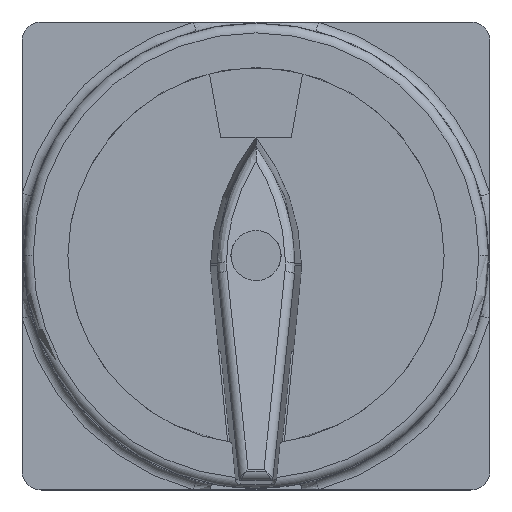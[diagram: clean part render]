
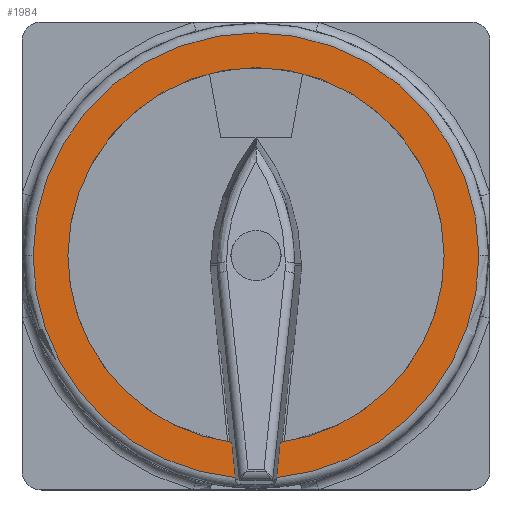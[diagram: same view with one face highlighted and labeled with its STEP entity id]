
A CAD part, top view. The second image highlights one B-rep face of the part: STEP entity #1984.
In plain terms, the highlighted planar face has unit normal (0, 0, 1).
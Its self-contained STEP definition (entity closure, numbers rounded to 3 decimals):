
#25 = ORIENTED_EDGE ( 'NONE', *, *, #6657, .T. ) ;
#115 = CARTESIAN_POINT ( 'NONE',  ( 4.75, 24.25, 21.1 ) ) ;
#205 = DIRECTION ( 'NONE',  ( 0., 0., 1. ) ) ;
#237 = DIRECTION ( 'NONE',  ( 0., 0., 1. ) ) ;
#403 = ORIENTED_EDGE ( 'NONE', *, *, #995, .F. ) ;
#480 = DIRECTION ( 'NONE',  ( 1., 0., 0. ) ) ;
#501 = VERTEX_POINT ( 'NONE', #7905 ) ;
#504 = ORIENTED_EDGE ( 'NONE', *, *, #3857, .T. ) ;
#696 = VERTEX_POINT ( 'NONE', #4980 ) ;
#841 = LINE ( 'NONE', #4387, #7683 ) ;
#890 = VERTEX_POINT ( 'NONE', #4907 ) ;
#937 = ORIENTED_EDGE ( 'NONE', *, *, #8338, .F. ) ;
#995 = EDGE_CURVE ( 'NONE', #3219, #501, #2102, .T. ) ;
#1377 = CIRCLE ( 'NONE', #2043, 19.5 ) ;
#1517 = ORIENTED_EDGE ( 'NONE', *, *, #4860, .F. ) ;
#1696 = CARTESIAN_POINT ( 'NONE',  ( 24.25, 24.25, 21.1 ) ) ;
#1984 = ADVANCED_FACE ( 'NONE', ( #5633 ), #8410, .T. ) ;
#2043 = AXIS2_PLACEMENT_3D ( 'NONE', #4213, #237, #4885 ) ;
#2102 = CIRCLE ( 'NONE', #4064, 19.5 ) ;
#2329 = VERTEX_POINT ( 'NONE', #6472 ) ;
#2350 = DIRECTION ( 'NONE',  ( 1., 0., 0. ) ) ;
#2417 = DIRECTION ( 'NONE',  ( 0., 0., 1. ) ) ;
#2694 = DIRECTION ( 'NONE',  ( 0., 0., 1. ) ) ;
#2803 = EDGE_CURVE ( 'NONE', #2329, #7309, #841, .T. ) ;
#3155 = CARTESIAN_POINT ( 'NONE',  ( 26.748, 4.911, 21.1 ) ) ;
#3174 = CIRCLE ( 'NONE', #6685, 23.1 ) ;
#3219 = VERTEX_POINT ( 'NONE', #3155 ) ;
#3353 = ORIENTED_EDGE ( 'NONE', *, *, #6374, .T. ) ;
#3480 = DIRECTION ( 'NONE',  ( 0., 0., 1. ) ) ;
#3485 = DIRECTION ( 'NONE',  ( -0.098, -0.995, 0. ) ) ;
#3541 = VERTEX_POINT ( 'NONE', #5496 ) ;
#3806 = CIRCLE ( 'NONE', #4189, 19.5 ) ;
#3857 = EDGE_CURVE ( 'NONE', #3219, #890, #3942, .T. ) ;
#3942 = LINE ( 'NONE', #7465, #4366 ) ;
#4064 = AXIS2_PLACEMENT_3D ( 'NONE', #4177, #205, #4849 ) ;
#4177 = CARTESIAN_POINT ( 'NONE',  ( 24.25, 24.25, 21.1 ) ) ;
#4189 = AXIS2_PLACEMENT_3D ( 'NONE', #6417, #2417, #7066 ) ;
#4213 = CARTESIAN_POINT ( 'NONE',  ( 24.25, 24.25, 21.1 ) ) ;
#4366 = VECTOR ( 'NONE', #3485, 1000. ) ;
#4387 = CARTESIAN_POINT ( 'NONE',  ( 19.881, 23.818, 21.1 ) ) ;
#4463 = DIRECTION ( 'NONE',  ( 0., 0., 1. ) ) ;
#4793 = AXIS2_PLACEMENT_3D ( 'NONE', #6687, #2694, #7348 ) ;
#4849 = DIRECTION ( 'NONE',  ( 1., 0., 0. ) ) ;
#4860 = EDGE_CURVE ( 'NONE', #7094, #7309, #1377, .T. ) ;
#4885 = DIRECTION ( 'NONE',  ( 1., 0., 0. ) ) ;
#4907 = CARTESIAN_POINT ( 'NONE',  ( 26.386, 1.249, 21.1 ) ) ;
#4980 = CARTESIAN_POINT ( 'NONE',  ( 1.15, 24.25, 21.1 ) ) ;
#5427 = DIRECTION ( 'NONE',  ( -0.098, 0.995, 0. ) ) ;
#5493 = CIRCLE ( 'NONE', #7452, 23.1 ) ;
#5496 = CARTESIAN_POINT ( 'NONE',  ( 47.35, 24.25, 21.1 ) ) ;
#5633 = FACE_OUTER_BOUND ( 'NONE', #6841, .T. ) ;
#5696 = ORIENTED_EDGE ( 'NONE', *, *, #2803, .T. ) ;
#6261 = EDGE_CURVE ( 'NONE', #890, #3541, #7734, .T. ) ;
#6341 = DIRECTION ( 'NONE',  ( 0., 0., 1. ) ) ;
#6348 = CARTESIAN_POINT ( 'NONE',  ( 21.752, 4.911, 21.1 ) ) ;
#6374 = EDGE_CURVE ( 'NONE', #696, #2329, #5493, .T. ) ;
#6417 = CARTESIAN_POINT ( 'NONE',  ( 24.25, 24.25, 21.1 ) ) ;
#6441 = CARTESIAN_POINT ( 'NONE',  ( 24.25, 24.25, 21.1 ) ) ;
#6472 = CARTESIAN_POINT ( 'NONE',  ( 22.114, 1.249, 21.1 ) ) ;
#6657 = EDGE_CURVE ( 'NONE', #3541, #696, #3174, .T. ) ;
#6685 = AXIS2_PLACEMENT_3D ( 'NONE', #1696, #6341, #2350 ) ;
#6687 = CARTESIAN_POINT ( 'NONE',  ( 24.25, 24.25, 21.1 ) ) ;
#6841 = EDGE_LOOP ( 'NONE', ( #504, #8550, #25, #3353, #5696, #1517, #937, #403 ) ) ;
#6960 = AXIS2_PLACEMENT_3D ( 'NONE', #6441, #4463, #480 ) ;
#7066 = DIRECTION ( 'NONE',  ( 1., 0., 0. ) ) ;
#7094 = VERTEX_POINT ( 'NONE', #115 ) ;
#7309 = VERTEX_POINT ( 'NONE', #6348 ) ;
#7348 = DIRECTION ( 'NONE',  ( 1., 0., 0. ) ) ;
#7452 = AXIS2_PLACEMENT_3D ( 'NONE', #7460, #3480, #8121 ) ;
#7460 = CARTESIAN_POINT ( 'NONE',  ( 24.25, 24.25, 21.1 ) ) ;
#7465 = CARTESIAN_POINT ( 'NONE',  ( 28.619, 23.818, 21.1 ) ) ;
#7683 = VECTOR ( 'NONE', #5427, 1000. ) ;
#7734 = CIRCLE ( 'NONE', #4793, 23.1 ) ;
#7905 = CARTESIAN_POINT ( 'NONE',  ( 43.75, 24.25, 21.1 ) ) ;
#8121 = DIRECTION ( 'NONE',  ( 1., 0., 0. ) ) ;
#8338 = EDGE_CURVE ( 'NONE', #501, #7094, #3806, .T. ) ;
#8410 = PLANE ( 'NONE',  #6960 ) ;
#8550 = ORIENTED_EDGE ( 'NONE', *, *, #6261, .T. ) ;
